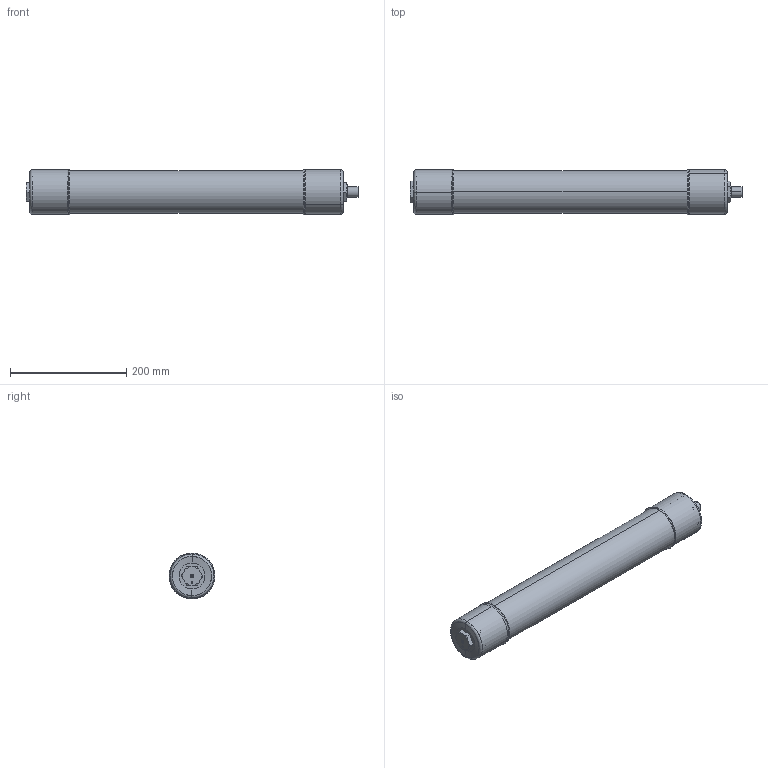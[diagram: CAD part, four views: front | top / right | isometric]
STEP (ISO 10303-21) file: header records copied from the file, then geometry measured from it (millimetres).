
FILE_DESCRIPTION (( 'STEP AP214' ), '1' );
FILE_NAME ('103881.STEP', '2024-06-19T14:19:47', ( '' ), ( '' ), 'SwSTEP 2.0', 'SolidWorks 2021', '' );
FILE_SCHEMA (( 'AUTOMOTIVE_DESIGN' ));
Length unit declared in the file: inch
Products named in the file (10): 130009_-006; 360025; 340015; 11688; 103881; 105928_105928_CRIMPED; 140018_-101; 36016_11378; 9399_9399
Assembly tree (9 placements, depth 3):
  103881
    360025
      130009_-006
    140018_-101
    140018_-101
    340015
      105928_105928_CRIMPED
    36016_11378
    9399_9399
    11688
Bounding box: 570.89 x 78.73 x 78.73 mm (x, y, z)
Volume: 450682.5 mm3; surface area: 327226.1 mm2
Topology: 7 solids, 7 shells, 235 faces, 616 edges, 388 vertices
Faces by surface type: cylinder 101, plane 55, cone 40, torus 22, bspline 13, sphere 4
Entity records: 19818 total; most frequent: CARTESIAN_POINT 13207, ORIENTED_EDGE 1216, DIRECTION 1123, EDGE_CURVE 608, AXIS2_PLACEMENT_3D 464, VERTEX_POINT 384, EDGE_LOOP 278, ADVANCED_FACE 235
